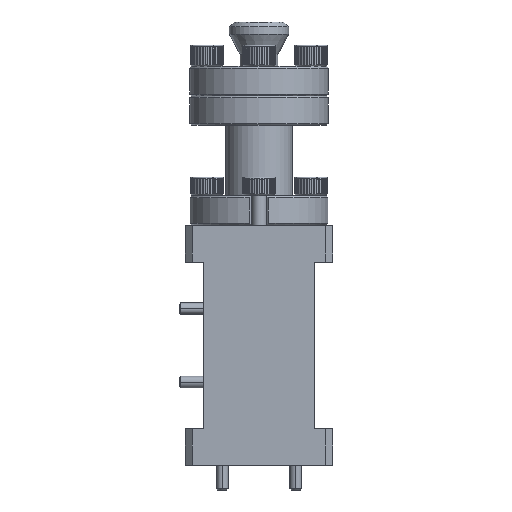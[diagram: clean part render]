
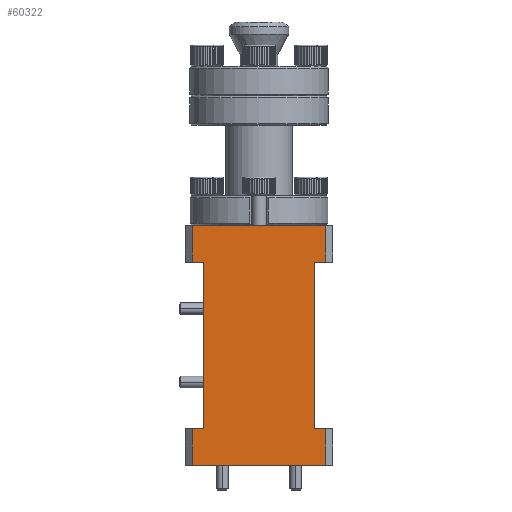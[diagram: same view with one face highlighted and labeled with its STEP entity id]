
A CAD part, left-side view. The second image highlights one B-rep face of the part: STEP entity #60322.
In plain terms, the highlighted planar face has unit normal (-1, 0, 0).
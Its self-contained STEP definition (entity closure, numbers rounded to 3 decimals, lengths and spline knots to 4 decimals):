
#39 = VERTEX_POINT ( 'NONE', #56228 ) ;
#3314 = VERTEX_POINT ( 'NONE', #59496 ) ;
#3323 = LINE ( 'NONE', #66198, #7384 ) ;
#3772 = LINE ( 'NONE', #24524, #52639 ) ;
#3993 = EDGE_LOOP ( 'NONE', ( #5626, #18585, #43056, #33106, #17869, #58519, #7096, #40676, #4004, #20593, #34850, #48962 ) ) ;
#4004 = ORIENTED_EDGE ( 'NONE', *, *, #5643, .T. ) ;
#5172 = VERTEX_POINT ( 'NONE', #11948 ) ;
#5537 = CARTESIAN_POINT ( 'NONE',  ( -0.4, 0.36, 0.49 ) ) ;
#5626 = ORIENTED_EDGE ( 'NONE', *, *, #28566, .F. ) ;
#5643 = EDGE_CURVE ( 'NONE', #48093, #39, #9485, .T. ) ;
#7096 = ORIENTED_EDGE ( 'NONE', *, *, #41316, .F. ) ;
#7384 = VECTOR ( 'NONE', #14526, 39.3701 ) ;
#8191 = LINE ( 'NONE', #43890, #67179 ) ;
#8494 = VECTOR ( 'NONE', #62790, 39.3701 ) ;
#8724 = CARTESIAN_POINT ( 'NONE',  ( -0.4, 0.3, 0.29 ) ) ;
#9485 = LINE ( 'NONE', #61174, #11259 ) ;
#9786 = VERTEX_POINT ( 'NONE', #58372 ) ;
#10356 = EDGE_CURVE ( 'NONE', #9786, #3314, #3323, .T. ) ;
#11259 = VECTOR ( 'NONE', #49660, 39.3701 ) ;
#11948 = CARTESIAN_POINT ( 'NONE',  ( -0.4, -0.36, -0.81 ) ) ;
#12230 = CARTESIAN_POINT ( 'NONE',  ( -0.4, -0.3, -0.81 ) ) ;
#12811 = LINE ( 'NONE', #33589, #49815 ) ;
#13782 = LINE ( 'NONE', #34535, #20445 ) ;
#13788 = EDGE_CURVE ( 'NONE', #31537, #41768, #39715, .T. ) ;
#13890 = VECTOR ( 'NONE', #32675, 39.3701 ) ;
#14526 = DIRECTION ( 'NONE',  ( 0., -1., 0. ) ) ;
#15352 = DIRECTION ( 'NONE',  ( 0., 0., 1. ) ) ;
#15798 = EDGE_CURVE ( 'NONE', #19542, #64507, #16782, .T. ) ;
#15820 = EDGE_CURVE ( 'NONE', #33502, #31537, #22206, .T. ) ;
#16782 = LINE ( 'NONE', #48756, #53673 ) ;
#17869 = ORIENTED_EDGE ( 'NONE', *, *, #10356, .F. ) ;
#18466 = CARTESIAN_POINT ( 'NONE',  ( -0.4, -0.36, -0.61 ) ) ;
#18585 = ORIENTED_EDGE ( 'NONE', *, *, #15820, .T. ) ;
#18926 = CARTESIAN_POINT ( 'NONE',  ( -0.4, -0.36, 0.49 ) ) ;
#19542 = VERTEX_POINT ( 'NONE', #31036 ) ;
#20445 = VECTOR ( 'NONE', #43727, 39.3701 ) ;
#20593 = ORIENTED_EDGE ( 'NONE', *, *, #55814, .T. ) ;
#22206 = LINE ( 'NONE', #42972, #28673 ) ;
#22886 = DIRECTION ( 'NONE',  ( 0., 1., 0. ) ) ;
#24524 = CARTESIAN_POINT ( 'NONE',  ( -0.4, -0.36, 0.49 ) ) ;
#25742 = VECTOR ( 'NONE', #49075, 39.3701 ) ;
#26862 = CARTESIAN_POINT ( 'NONE',  ( -0.4, -0.3, 0.29 ) ) ;
#27448 = DIRECTION ( 'NONE',  ( 0., 0., -1. ) ) ;
#27993 = LINE ( 'NONE', #18466, #25742 ) ;
#28566 = EDGE_CURVE ( 'NONE', #33502, #31858, #8191, .T. ) ;
#28673 = VECTOR ( 'NONE', #64355, 39.3701 ) ;
#29468 = EDGE_CURVE ( 'NONE', #41768, #3314, #13782, .T. ) ;
#31036 = CARTESIAN_POINT ( 'NONE',  ( -0.4, -0.36, 0.29 ) ) ;
#31537 = VERTEX_POINT ( 'NONE', #56411 ) ;
#31858 = VERTEX_POINT ( 'NONE', #18926 ) ;
#32675 = DIRECTION ( 'NONE',  ( 0., 1., 0. ) ) ;
#33106 = ORIENTED_EDGE ( 'NONE', *, *, #29468, .T. ) ;
#33112 = CARTESIAN_POINT ( 'NONE',  ( -0.4, 0.2345, 0.29 ) ) ;
#33502 = VERTEX_POINT ( 'NONE', #5537 ) ;
#33589 = CARTESIAN_POINT ( 'NONE',  ( -0.4, 0.36, -0.81 ) ) ;
#33926 = VERTEX_POINT ( 'NONE', #38708 ) ;
#34535 = CARTESIAN_POINT ( 'NONE',  ( -0.4, 0.3, 0.49 ) ) ;
#34850 = ORIENTED_EDGE ( 'NONE', *, *, #15798, .F. ) ;
#36627 = LINE ( 'NONE', #57382, #8494 ) ;
#37755 = CARTESIAN_POINT ( 'NONE',  ( -0.4, -0.36, -0.61 ) ) ;
#38708 = CARTESIAN_POINT ( 'NONE',  ( -0.4, 0.36, -0.81 ) ) ;
#39371 = DIRECTION ( 'NONE',  ( 0., -1., 0. ) ) ;
#39715 = LINE ( 'NONE', #49573, #42842 ) ;
#40676 = ORIENTED_EDGE ( 'NONE', *, *, #53544, .T. ) ;
#41316 = EDGE_CURVE ( 'NONE', #5172, #33926, #42536, .T. ) ;
#41768 = VERTEX_POINT ( 'NONE', #8724 ) ;
#42536 = LINE ( 'NONE', #12230, #13890 ) ;
#42842 = VECTOR ( 'NONE', #39371, 39.3701 ) ;
#42972 = CARTESIAN_POINT ( 'NONE',  ( -0.4, 0.36, 0.49 ) ) ;
#43056 = ORIENTED_EDGE ( 'NONE', *, *, #13788, .T. ) ;
#43306 = PLANE ( 'NONE',  #47370 ) ;
#43727 = DIRECTION ( 'NONE',  ( 0., 0., -1. ) ) ;
#43890 = CARTESIAN_POINT ( 'NONE',  ( -0.4, 0.0674, 0.49 ) ) ;
#47370 = AXIS2_PLACEMENT_3D ( 'NONE', #33112, #53859, #15352 ) ;
#47974 = EDGE_CURVE ( 'NONE', #19542, #31858, #3772, .T. ) ;
#48093 = VERTEX_POINT ( 'NONE', #37755 ) ;
#48410 = FACE_OUTER_BOUND ( 'NONE', #3993, .T. ) ;
#48756 = CARTESIAN_POINT ( 'NONE',  ( -0.4, -0.4, 0.29 ) ) ;
#48962 = ORIENTED_EDGE ( 'NONE', *, *, #47974, .T. ) ;
#49075 = DIRECTION ( 'NONE',  ( 0., 0., 1. ) ) ;
#49573 = CARTESIAN_POINT ( 'NONE',  ( -0.4, 0.4, 0.29 ) ) ;
#49660 = DIRECTION ( 'NONE',  ( 0., 1., 0. ) ) ;
#49815 = VECTOR ( 'NONE', #27448, 39.3701 ) ;
#52639 = VECTOR ( 'NONE', #65987, 39.3701 ) ;
#53544 = EDGE_CURVE ( 'NONE', #5172, #48093, #27993, .T. ) ;
#53673 = VECTOR ( 'NONE', #22886, 39.3701 ) ;
#53859 = DIRECTION ( 'NONE',  ( -1., 0., 0. ) ) ;
#55814 = EDGE_CURVE ( 'NONE', #39, #64507, #36627, .T. ) ;
#56228 = CARTESIAN_POINT ( 'NONE',  ( -0.4, -0.3, -0.61 ) ) ;
#56411 = CARTESIAN_POINT ( 'NONE',  ( -0.4, 0.36, 0.29 ) ) ;
#57382 = CARTESIAN_POINT ( 'NONE',  ( -0.4, -0.3, 0.49 ) ) ;
#58372 = CARTESIAN_POINT ( 'NONE',  ( -0.4, 0.36, -0.61 ) ) ;
#58519 = ORIENTED_EDGE ( 'NONE', *, *, #63104, .T. ) ;
#59496 = CARTESIAN_POINT ( 'NONE',  ( -0.4, 0.3, -0.61 ) ) ;
#60322 = ADVANCED_FACE ( 'NONE', ( #48410 ), #43306, .T. ) ;
#61174 = CARTESIAN_POINT ( 'NONE',  ( -0.4, -0.4, -0.61 ) ) ;
#62790 = DIRECTION ( 'NONE',  ( 0., 0., 1. ) ) ;
#63104 = EDGE_CURVE ( 'NONE', #9786, #33926, #12811, .T. ) ;
#64355 = DIRECTION ( 'NONE',  ( 0., 0., -1. ) ) ;
#64507 = VERTEX_POINT ( 'NONE', #26862 ) ;
#65286 = DIRECTION ( 'NONE',  ( 0., -1., 0. ) ) ;
#65987 = DIRECTION ( 'NONE',  ( 0., 0., 1. ) ) ;
#66198 = CARTESIAN_POINT ( 'NONE',  ( -0.4, 0.4, -0.61 ) ) ;
#67179 = VECTOR ( 'NONE', #65286, 39.3701 ) ;
